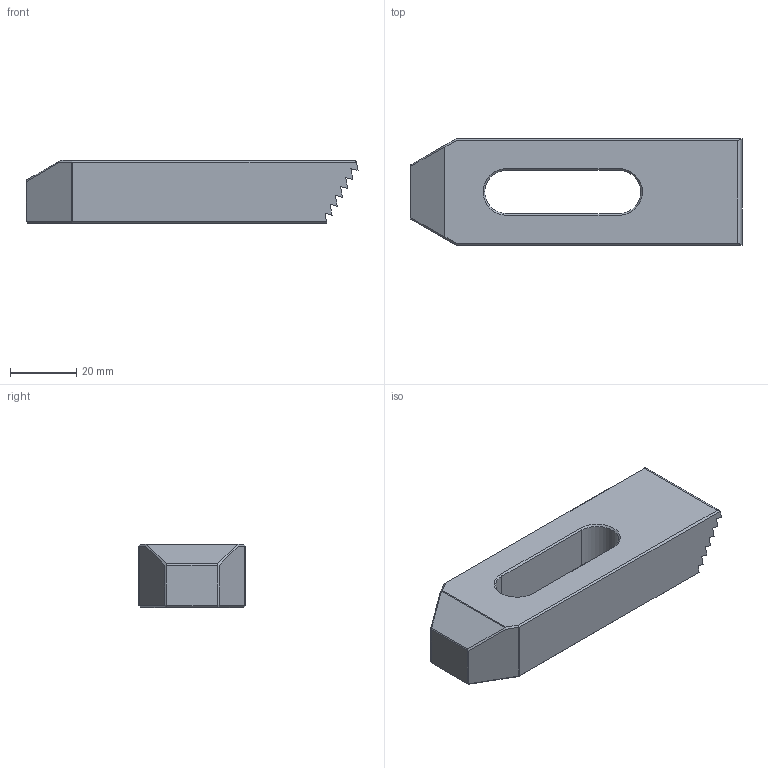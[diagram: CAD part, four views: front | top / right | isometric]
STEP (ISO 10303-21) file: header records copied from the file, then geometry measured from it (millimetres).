
FILE_DESCRIPTION( ( 'Unknown' ), '1' );
FILE_NAME( 'CP25-12100.stp', 'Unknown', ( 'Unknown' ), ( 'Unknown' ), 'XStep 1.0', 'Unknown', ' ' );
FILE_SCHEMA( ( 'CONFIG_CONTROL_DESIGN' ) );
Length unit declared in the file: millimetre
Products named in the file (1): 1
Bounding box: 100 x 32 x 19 mm (x, y, z)
Volume: 44038.3 mm3; surface area: 11603.5 mm2
Topology: 1 solids, 1 shells, 62 faces, 172 edges, 112 vertices
Faces by surface type: plane 55, cone 4, cylinder 3
Entity records: 1992 total; most frequent: CARTESIAN_POINT 347, ORIENTED_EDGE 344, DIRECTION 310, EDGE_CURVE 172, LINE 160, VECTOR 160, VERTEX_POINT 112, AXIS2_PLACEMENT_3D 75
